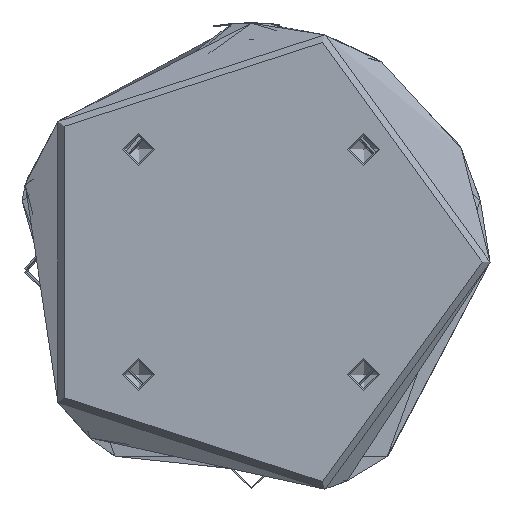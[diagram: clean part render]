
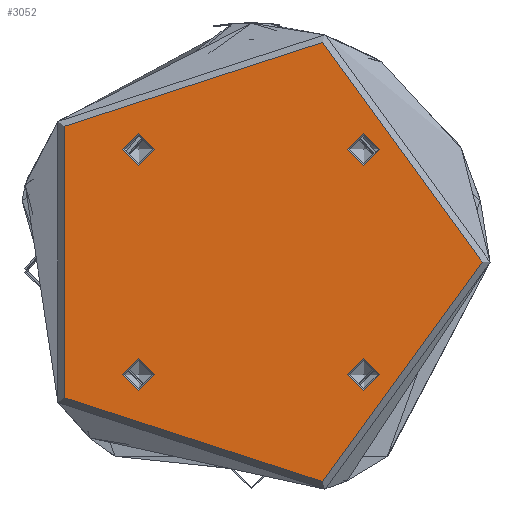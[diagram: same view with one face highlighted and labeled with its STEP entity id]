
A CAD part, front view. The second image highlights one B-rep face of the part: STEP entity #3052.
In plain terms, the highlighted face is planar.
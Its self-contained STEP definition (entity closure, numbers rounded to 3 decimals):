
#172 = VERTEX_POINT ( 'NONE', #2525 ) ;
#340 = EDGE_CURVE ( 'NONE', #1830, #1830, #4834, .T. ) ;
#420 = ORIENTED_EDGE ( 'NONE', *, *, #4585, .F. ) ;
#764 = AXIS2_PLACEMENT_3D ( 'NONE', #4599, #1999, #5036 ) ;
#811 = DIRECTION ( 'NONE',  ( 0., 0., 1. ) ) ;
#849 = CARTESIAN_POINT ( 'NONE',  ( 35.355, 35.355, 0. ) ) ;
#893 = DIRECTION ( 'NONE',  ( 0., 0., -1. ) ) ;
#1272 = DIRECTION ( 'NONE',  ( 1., 0., 0. ) ) ;
#1425 = VERTEX_POINT ( 'NONE', #1652 ) ;
#1572 = VERTEX_POINT ( 'NONE', #5513 ) ;
#1595 = CARTESIAN_POINT ( 'NONE',  ( 35.355, -35.355, 0. ) ) ;
#1623 = AXIS2_PLACEMENT_3D ( 'NONE', #1595, #4629, #2034 ) ;
#1629 = ORIENTED_EDGE ( 'NONE', *, *, #2908, .F. ) ;
#1631 = CARTESIAN_POINT ( 'NONE',  ( -30.33, 35.355, 0. ) ) ;
#1652 = CARTESIAN_POINT ( 'NONE',  ( -30.33, -35.355, 0. ) ) ;
#1656 = VERTEX_POINT ( 'NONE', #1631 ) ;
#1658 = DIRECTION ( 'NONE',  ( 0., 0., 1. ) ) ;
#1830 = VERTEX_POINT ( 'NONE', #3766 ) ;
#1982 = AXIS2_PLACEMENT_3D ( 'NONE', #3403, #811, #3837 ) ;
#1999 = DIRECTION ( 'NONE',  ( 0., 0., 1. ) ) ;
#2034 = DIRECTION ( 'NONE',  ( 1., 0., 0. ) ) ;
#2312 = EDGE_CURVE ( 'NONE', #1656, #1656, #5118, .T. ) ;
#2373 = EDGE_LOOP ( 'NONE', ( #420 ) ) ;
#2522 = EDGE_LOOP ( 'NONE', ( #1629 ) ) ;
#2525 = CARTESIAN_POINT ( 'NONE',  ( 40.38, 35.355, 0. ) ) ;
#2529 = AXIS2_PLACEMENT_3D ( 'NONE', #4264, #1658, #4693 ) ;
#2908 = EDGE_CURVE ( 'NONE', #172, #172, #3912, .T. ) ;
#3002 = AXIS2_PLACEMENT_3D ( 'NONE', #849, #3879, #1272 ) ;
#3026 = EDGE_CURVE ( 'NONE', #1572, #1572, #3510, .T. ) ;
#3038 = PLANE ( 'NONE',  #5187 ) ;
#3052 = ADVANCED_FACE ( 'NONE', ( #3444, #3167, #3437, #3684, #3162 ), #3038, .F. ) ;
#3162 = FACE_OUTER_BOUND ( 'NONE', #3522, .T. ) ;
#3167 = FACE_BOUND ( 'NONE', #2522, .T. ) ;
#3362 = EDGE_LOOP ( 'NONE', ( #3830 ) ) ;
#3403 = CARTESIAN_POINT ( 'NONE',  ( 0., 0., 0. ) ) ;
#3437 = FACE_BOUND ( 'NONE', #5080, .T. ) ;
#3444 = FACE_BOUND ( 'NONE', #3362, .T. ) ;
#3474 = CARTESIAN_POINT ( 'NONE',  ( 0., 0., 0. ) ) ;
#3510 = CIRCLE ( 'NONE', #1982, 72.5 ) ;
#3522 = EDGE_LOOP ( 'NONE', ( #5571 ) ) ;
#3684 = FACE_BOUND ( 'NONE', #2373, .T. ) ;
#3766 = CARTESIAN_POINT ( 'NONE',  ( 40.38, -35.355, 0. ) ) ;
#3830 = ORIENTED_EDGE ( 'NONE', *, *, #2312, .F. ) ;
#3837 = DIRECTION ( 'NONE',  ( 1., 0., 0. ) ) ;
#3873 = ORIENTED_EDGE ( 'NONE', *, *, #340, .F. ) ;
#3879 = DIRECTION ( 'NONE',  ( 0., 0., 1. ) ) ;
#3912 = CIRCLE ( 'NONE', #3002, 5.025 ) ;
#3915 = DIRECTION ( 'NONE',  ( -1., 0., 0. ) ) ;
#4264 = CARTESIAN_POINT ( 'NONE',  ( -35.355, 35.355, 0. ) ) ;
#4585 = EDGE_CURVE ( 'NONE', #1425, #1425, #4777, .T. ) ;
#4599 = CARTESIAN_POINT ( 'NONE',  ( -35.355, -35.355, 0. ) ) ;
#4629 = DIRECTION ( 'NONE',  ( 0., 0., 1. ) ) ;
#4693 = DIRECTION ( 'NONE',  ( 1., 0., 0. ) ) ;
#4777 = CIRCLE ( 'NONE', #764, 5.025 ) ;
#4834 = CIRCLE ( 'NONE', #1623, 5.025 ) ;
#5036 = DIRECTION ( 'NONE',  ( 1., 0., 0. ) ) ;
#5080 = EDGE_LOOP ( 'NONE', ( #3873 ) ) ;
#5118 = CIRCLE ( 'NONE', #2529, 5.025 ) ;
#5187 = AXIS2_PLACEMENT_3D ( 'NONE', #3474, #893, #3915 ) ;
#5513 = CARTESIAN_POINT ( 'NONE',  ( 72.5, 0., 0. ) ) ;
#5571 = ORIENTED_EDGE ( 'NONE', *, *, #3026, .T. ) ;
